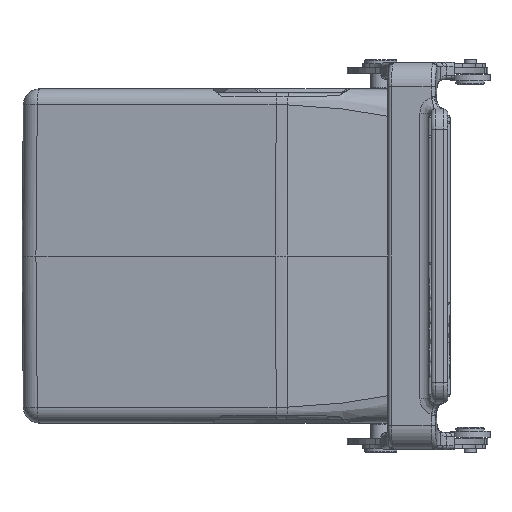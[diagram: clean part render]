
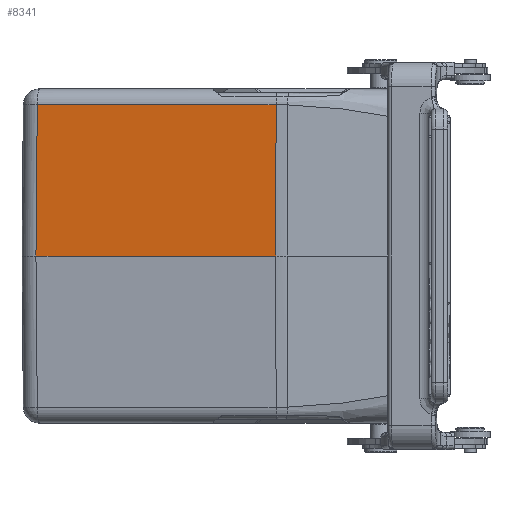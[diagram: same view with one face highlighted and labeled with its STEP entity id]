
A CAD part, left-side view. The second image highlights one B-rep face of the part: STEP entity #8341.
In plain terms, the highlighted planar face has unit normal (-0.99, 0.139, 0.009).
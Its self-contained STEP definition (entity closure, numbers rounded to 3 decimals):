
#5968=FACE_OUTER_BOUND('',#11684,.T.);
#8341=ADVANCED_FACE('',(#5968),#9238,.T.);
#9238=PLANE('',#36908);
#11684=EDGE_LOOP('',(#24791,#24792,#24793,#24794));
#12122=LINE('',#55325,#14524);
#14106=LINE('',#71620,#16573);
#14107=LINE('',#71622,#16574);
#14108=LINE('',#71624,#16575);
#14524=VECTOR('',#37908,1.);
#16573=VECTOR('',#45019,1.);
#16574=VECTOR('',#45022,1.);
#16575=VECTOR('',#45023,1.);
#24791=ORIENTED_EDGE('',*,*,#32596,.T.);
#24792=ORIENTED_EDGE('',*,*,#32597,.F.);
#24793=ORIENTED_EDGE('',*,*,#28849,.F.);
#24794=ORIENTED_EDGE('',*,*,#32595,.F.);
#25858=VERTEX_POINT('',#55323);
#25860=VERTEX_POINT('',#55326);
#28313=VERTEX_POINT('',#71619);
#28314=VERTEX_POINT('',#71623);
#28849=EDGE_CURVE('',#25858,#25860,#12122,.T.);
#32595=EDGE_CURVE('',#28313,#25858,#14106,.T.);
#32596=EDGE_CURVE('',#28313,#28314,#14107,.T.);
#32597=EDGE_CURVE('',#25860,#28314,#14108,.T.);
#36908=AXIS2_PLACEMENT_3D('',#71625,#45024,#45025);
#37908=DIRECTION('',(-0.009,0.001,-1.));
#45019=DIRECTION('',(-0.139,-0.99,0.));
#45022=DIRECTION('',(-0.008,0.009,-1.));
#45023=DIRECTION('',(0.139,0.99,0.));
#45024=DIRECTION('',(-0.99,0.139,0.009));
#45025=DIRECTION('',(-0.139,-0.99,0.));
#55323=CARTESIAN_POINT('',(-46.48,-15.676,37.285));
#55325=CARTESIAN_POINT('',(-46.805,-15.653,0.039));
#55326=CARTESIAN_POINT('',(-46.805,-15.653,0.));
#71619=CARTESIAN_POINT('',(-38.201,43.231,37.285));
#71620=CARTESIAN_POINT('',(-37.678,46.955,37.285));
#71622=CARTESIAN_POINT('',(-38.201,43.231,37.285));
#71623=CARTESIAN_POINT('',(-38.484,43.557,0.));
#71624=CARTESIAN_POINT('',(-46.805,-15.653,0.));
#71625=CARTESIAN_POINT('',(-38.,47.,0.));
